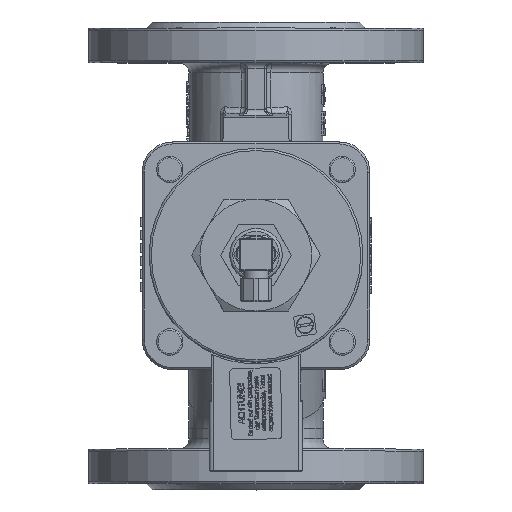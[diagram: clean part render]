
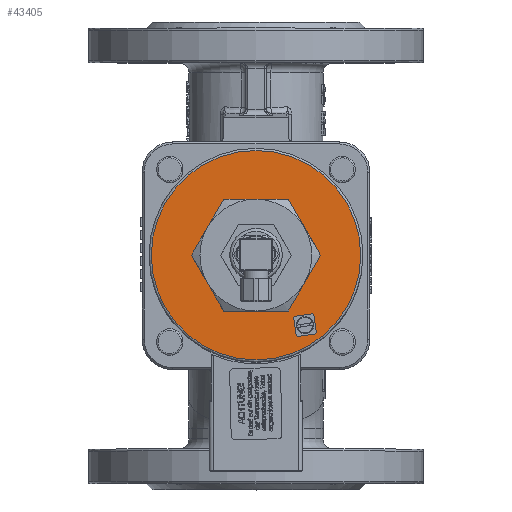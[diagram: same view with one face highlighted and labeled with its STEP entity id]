
A CAD part, top view. The second image highlights one B-rep face of the part: STEP entity #43405.
In plain terms, the highlighted planar face has unit normal (0, 0, 1).
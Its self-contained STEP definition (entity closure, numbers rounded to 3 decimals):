
#3559=FACE_BOUND('',#7689,.T.);
#3560=FACE_BOUND('',#7690,.T.);
#5246=FACE_OUTER_BOUND('',#7688,.T.);
#7688=EDGE_LOOP('',(#34401));
#7689=EDGE_LOOP('',(#34402,#34403,#34404,#34405,#34406,#34407,#34408,#34409));
#7690=EDGE_LOOP('',(#34410,#34411,#34412,#34413,#34414,#34415,#34416,#34417,
#34418,#34419,#34420,#34421));
#8755=CIRCLE('',#45228,51.5);
#8756=CIRCLE('',#45229,31.172);
#8757=CIRCLE('',#45230,31.172);
#8758=CIRCLE('',#45231,31.172);
#8759=CIRCLE('',#45232,31.172);
#8760=CIRCLE('',#45233,31.172);
#8761=CIRCLE('',#45234,31.172);
#11704=LINE('',#72167,#15084);
#11715=LINE('',#72188,#15095);
#11716=LINE('',#72191,#15096);
#11718=LINE('',#72195,#15098);
#11720=LINE('',#72199,#15100);
#11722=LINE('',#72203,#15102);
#11724=LINE('',#72207,#15104);
#11726=LINE('',#72210,#15106);
#11729=LINE('',#72232,#15109);
#11730=LINE('',#72236,#15110);
#11731=LINE('',#72240,#15111);
#11732=LINE('',#72244,#15112);
#11733=LINE('',#72248,#15113);
#11734=LINE('',#72251,#15114);
#15084=VECTOR('',#50749,9.);
#15095=VECTOR('',#50764,0.707);
#15096=VECTOR('',#50767,0.707);
#15098=VECTOR('',#50771,9.);
#15100=VECTOR('',#50775,0.707);
#15102=VECTOR('',#50779,9.);
#15104=VECTOR('',#50783,0.707);
#15106=VECTOR('',#50787,9.);
#15109=VECTOR('',#50808,29.5);
#15110=VECTOR('',#50811,29.5);
#15111=VECTOR('',#50814,29.356);
#15112=VECTOR('',#50817,29.21);
#15113=VECTOR('',#50820,29.21);
#15114=VECTOR('',#50823,29.356);
#18667=VERTEX_POINT('',#72163);
#18669=VERTEX_POINT('',#72166);
#18677=VERTEX_POINT('',#72186);
#18678=VERTEX_POINT('',#72190);
#18679=VERTEX_POINT('',#72194);
#18680=VERTEX_POINT('',#72198);
#18681=VERTEX_POINT('',#72202);
#18682=VERTEX_POINT('',#72206);
#18689=VERTEX_POINT('',#72226);
#18690=VERTEX_POINT('',#72228);
#18691=VERTEX_POINT('',#72229);
#18692=VERTEX_POINT('',#72231);
#18693=VERTEX_POINT('',#72233);
#18694=VERTEX_POINT('',#72235);
#18695=VERTEX_POINT('',#72237);
#18696=VERTEX_POINT('',#72239);
#18697=VERTEX_POINT('',#72241);
#18698=VERTEX_POINT('',#72243);
#18699=VERTEX_POINT('',#72245);
#18700=VERTEX_POINT('',#72247);
#18701=VERTEX_POINT('',#72249);
#24098=EDGE_CURVE('',#18669,#18667,#11704,.T.);
#24109=EDGE_CURVE('',#18667,#18677,#11715,.T.);
#24110=EDGE_CURVE('',#18678,#18669,#11716,.T.);
#24112=EDGE_CURVE('',#18679,#18678,#11718,.T.);
#24114=EDGE_CURVE('',#18680,#18679,#11720,.T.);
#24116=EDGE_CURVE('',#18681,#18680,#11722,.T.);
#24118=EDGE_CURVE('',#18682,#18681,#11724,.T.);
#24120=EDGE_CURVE('',#18677,#18682,#11726,.T.);
#24127=EDGE_CURVE('',#18689,#18689,#8755,.T.);
#24128=EDGE_CURVE('',#18690,#18691,#8756,.T.);
#24129=EDGE_CURVE('',#18692,#18690,#11729,.T.);
#24130=EDGE_CURVE('',#18693,#18692,#8757,.T.);
#24131=EDGE_CURVE('',#18694,#18693,#11730,.T.);
#24132=EDGE_CURVE('',#18695,#18694,#8758,.T.);
#24133=EDGE_CURVE('',#18696,#18695,#11731,.T.);
#24134=EDGE_CURVE('',#18697,#18696,#8759,.T.);
#24135=EDGE_CURVE('',#18698,#18697,#11732,.T.);
#24136=EDGE_CURVE('',#18699,#18698,#8760,.T.);
#24137=EDGE_CURVE('',#18700,#18699,#11733,.T.);
#24138=EDGE_CURVE('',#18701,#18700,#8761,.T.);
#24139=EDGE_CURVE('',#18691,#18701,#11734,.T.);
#34401=ORIENTED_EDGE('',*,*,#24127,.F.);
#34402=ORIENTED_EDGE('',*,*,#24098,.T.);
#34403=ORIENTED_EDGE('',*,*,#24109,.T.);
#34404=ORIENTED_EDGE('',*,*,#24120,.T.);
#34405=ORIENTED_EDGE('',*,*,#24118,.T.);
#34406=ORIENTED_EDGE('',*,*,#24116,.T.);
#34407=ORIENTED_EDGE('',*,*,#24114,.T.);
#34408=ORIENTED_EDGE('',*,*,#24112,.T.);
#34409=ORIENTED_EDGE('',*,*,#24110,.T.);
#34410=ORIENTED_EDGE('',*,*,#24128,.F.);
#34411=ORIENTED_EDGE('',*,*,#24129,.F.);
#34412=ORIENTED_EDGE('',*,*,#24130,.F.);
#34413=ORIENTED_EDGE('',*,*,#24131,.F.);
#34414=ORIENTED_EDGE('',*,*,#24132,.F.);
#34415=ORIENTED_EDGE('',*,*,#24133,.F.);
#34416=ORIENTED_EDGE('',*,*,#24134,.F.);
#34417=ORIENTED_EDGE('',*,*,#24135,.F.);
#34418=ORIENTED_EDGE('',*,*,#24136,.F.);
#34419=ORIENTED_EDGE('',*,*,#24137,.F.);
#34420=ORIENTED_EDGE('',*,*,#24138,.F.);
#34421=ORIENTED_EDGE('',*,*,#24139,.F.);
#39255=PLANE('',#45227);
#43405=ADVANCED_FACE('',(#5246,#3559,#3560),#39255,.T.);
#45227=AXIS2_PLACEMENT_3D('',#72225,#50802,#50803);
#45228=AXIS2_PLACEMENT_3D('',#72227,#50804,#50805);
#45229=AXIS2_PLACEMENT_3D('',#72230,#50806,#50807);
#45230=AXIS2_PLACEMENT_3D('',#72234,#50809,#50810);
#45231=AXIS2_PLACEMENT_3D('',#72238,#50812,#50813);
#45232=AXIS2_PLACEMENT_3D('',#72242,#50815,#50816);
#45233=AXIS2_PLACEMENT_3D('',#72246,#50818,#50819);
#45234=AXIS2_PLACEMENT_3D('',#72250,#50821,#50822);
#50749=DIRECTION('',(0.99,0.139,0.));
#50764=DIRECTION('',(0.799,-0.602,0.));
#50767=DIRECTION('',(0.602,0.799,0.));
#50771=DIRECTION('',(-0.139,0.99,0.));
#50775=DIRECTION('',(-0.799,0.602,0.));
#50779=DIRECTION('',(-0.99,-0.139,0.));
#50783=DIRECTION('',(-0.602,-0.799,0.));
#50787=DIRECTION('',(0.139,-0.99,0.));
#50802=DIRECTION('center_axis',(0.,0.,
1.));
#50803=DIRECTION('ref_axis',(1.,0.,0.));
#50804=DIRECTION('center_axis',(0.,0.,
-1.));
#50805=DIRECTION('ref_axis',(0.,1.,0.));
#50806=DIRECTION('center_axis',(0.,0.,
1.));
#50807=DIRECTION('ref_axis',(0.,-1.,0.));
#50808=DIRECTION('',(0.5,-0.866,0.));
#50809=DIRECTION('center_axis',(0.,0.,
1.));
#50810=DIRECTION('ref_axis',(0.,-1.,0.));
#50811=DIRECTION('',(-0.5,-0.866,0.));
#50812=DIRECTION('center_axis',(0.,0.,
1.));
#50813=DIRECTION('ref_axis',(0.,-1.,0.));
#50814=DIRECTION('',(-1.,0.,0.));
#50815=DIRECTION('center_axis',(0.,0.,
1.));
#50816=DIRECTION('ref_axis',(0.,-1.,0.));
#50817=DIRECTION('',(-0.5,0.866,0.));
#50818=DIRECTION('center_axis',(0.,0.,
1.));
#50819=DIRECTION('ref_axis',(0.,-1.,0.));
#50820=DIRECTION('',(0.5,0.866,0.));
#50821=DIRECTION('center_axis',(0.,0.,
1.));
#50822=DIRECTION('ref_axis',(0.,-1.,0.));
#50823=DIRECTION('',(1.,0.,0.));
#72163=CARTESIAN_POINT('',(27.851,-28.829,230.22));
#72166=CARTESIAN_POINT('',(18.939,-30.08,230.22));
#72167=CARTESIAN_POINT('',(14.996,-30.634,230.22));
#72186=CARTESIAN_POINT('',(28.416,-29.254,230.22));
#72188=CARTESIAN_POINT('',(-0.105,-7.755,230.22));
#72190=CARTESIAN_POINT('',(18.513,-30.645,230.22));
#72191=CARTESIAN_POINT('',(34.92,-8.879,230.22));
#72194=CARTESIAN_POINT('',(19.764,-39.557,230.22));
#72195=CARTESIAN_POINT('',(13.365,6.025,230.22));
#72198=CARTESIAN_POINT('',(20.329,-39.983,230.22));
#72199=CARTESIAN_POINT('',(-8.192,-18.484,230.22));
#72202=CARTESIAN_POINT('',(29.242,-38.732,230.22));
#72203=CARTESIAN_POINT('',(21.337,-39.841,230.22));
#72206=CARTESIAN_POINT('',(29.667,-38.167,230.22));
#72207=CARTESIAN_POINT('',(45.649,-16.966,230.22));
#72210=CARTESIAN_POINT('',(22.573,12.367,230.22));
#72225=CARTESIAN_POINT('Origin',(0.,51.134,
230.22));
#72226=CARTESIAN_POINT('',(0.,51.5,230.22));
#72227=CARTESIAN_POINT('Origin',(0.,0.,
230.22));
#72228=CARTESIAN_POINT('',(-16.452,-26.505,230.22));
#72229=CARTESIAN_POINT('',(-14.723,-27.5,230.22));
#72230=CARTESIAN_POINT('Origin',(-0.045,0.,
230.22));
#72231=CARTESIAN_POINT('',(-31.202,-0.957,230.22));
#72232=CARTESIAN_POINT('',(-30.917,-1.45,230.22));
#72233=CARTESIAN_POINT('',(-31.202,0.957,230.22));
#72234=CARTESIAN_POINT('Origin',(-0.045,0.,
230.22));
#72235=CARTESIAN_POINT('',(-16.452,26.505,230.22));
#72236=CARTESIAN_POINT('',(-16.714,26.05,230.22));
#72237=CARTESIAN_POINT('',(-14.723,27.5,230.22));
#72238=CARTESIAN_POINT('Origin',(-0.045,0.,
230.22));
#72239=CARTESIAN_POINT('',(14.633,27.5,230.22));
#72240=CARTESIAN_POINT('',(-7.939,27.5,230.22));
#72241=CARTESIAN_POINT('',(16.502,26.418,230.22));
#72242=CARTESIAN_POINT('Origin',(-0.045,0.,
230.22));
#72243=CARTESIAN_POINT('',(31.107,1.121,230.22));
#72244=CARTESIAN_POINT('',(8.776,39.8,230.22));
#72245=CARTESIAN_POINT('',(31.107,-1.121,230.22));
#72246=CARTESIAN_POINT('Origin',(-0.045,0.,
230.22));
#72247=CARTESIAN_POINT('',(16.502,-26.418,230.22));
#72248=CARTESIAN_POINT('',(38.856,12.3,230.22));
#72249=CARTESIAN_POINT('',(14.633,-27.5,230.22));
#72250=CARTESIAN_POINT('Origin',(-0.045,0.,
230.22));
#72251=CARTESIAN_POINT('',(7.939,-27.5,230.22));
